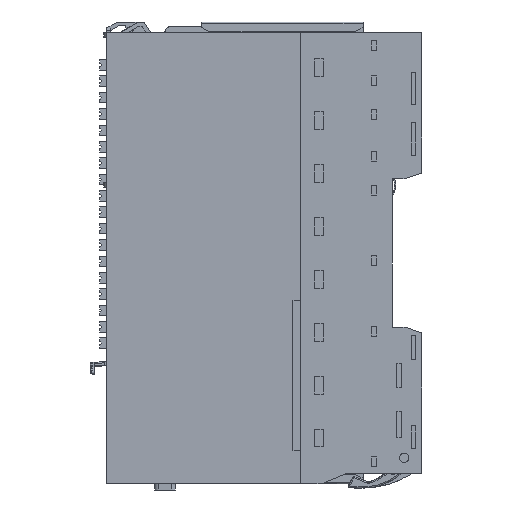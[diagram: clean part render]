
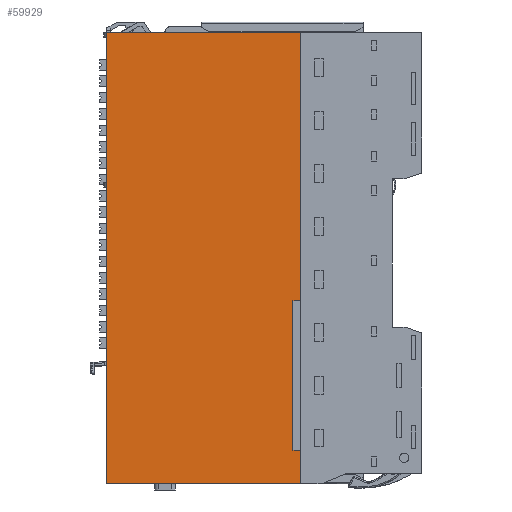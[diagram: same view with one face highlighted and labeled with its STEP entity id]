
A CAD part, left-side view. The second image highlights one B-rep face of the part: STEP entity #59929.
In plain terms, the highlighted planar face has unit normal (-1, 0.018, 0).
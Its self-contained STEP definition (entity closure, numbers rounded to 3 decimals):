
#533=DIRECTION('',(0.017,1.,0.));
#534=VECTOR('',#533,46.207);
#535=CARTESIAN_POINT('',(-24.307,18.9,-55.));
#536=LINE('',#535,#534);
#1867=DIRECTION('',(0.017,1.,0.));
#1868=VECTOR('',#1867,46.207);
#1869=CARTESIAN_POINT('',(-24.307,18.9,52.5));
#1870=LINE('',#1869,#1868);
#5996=DIRECTION('',(0.,0.,1.));
#5997=VECTOR('',#5996,107.5);
#5998=CARTESIAN_POINT('',(-23.5,65.1,-55.));
#5999=LINE('',#5998,#5997);
#19658=DIRECTION('',(0.,0.,-1.));
#19659=VECTOR('',#19658,105.5);
#19660=CARTESIAN_POINT('',(-24.307,18.9,51.5));
#19661=LINE('',#19660,#19659);
#19662=DIRECTION('',(0.,0.,-1.));
#19663=VECTOR('',#19662,1.);
#19664=CARTESIAN_POINT('',(-24.307,18.9,-54.));
#19665=LINE('',#19664,#19663);
#19666=DIRECTION('',(0.,0.,-1.));
#19667=VECTOR('',#19666,1.);
#19668=CARTESIAN_POINT('',(-24.307,18.9,52.5));
#19669=LINE('',#19668,#19667);
#30462=CARTESIAN_POINT('',(-23.5,65.1,-55.));
#30463=CARTESIAN_POINT('',(-23.5,65.1,52.5));
#30464=VERTEX_POINT('',#30462);
#30465=VERTEX_POINT('',#30463);
#30467=CARTESIAN_POINT('',(-24.307,18.9,-55.));
#30469=VERTEX_POINT('',#30467);
#30471=CARTESIAN_POINT('',(-24.307,18.9,52.5));
#30473=VERTEX_POINT('',#30471);
#31667=CARTESIAN_POINT('',(-24.307,18.9,-54.));
#31669=VERTEX_POINT('',#31667);
#31673=CARTESIAN_POINT('',(-24.307,18.9,51.5));
#31674=VERTEX_POINT('',#31673);
#59913=CARTESIAN_POINT('',(-24.307,18.9,52.5));
#59914=DIRECTION('',(1.,-0.017,0.));
#59915=DIRECTION('',(0.017,1.,0.));
#59916=AXIS2_PLACEMENT_3D('',#59913,#59914,#59915);
#59917=PLANE('',#59916);
#59919=ORIENTED_EDGE('',*,*,#59918,.T.);
#59921=ORIENTED_EDGE('',*,*,#59920,.T.);
#59922=ORIENTED_EDGE('',*,*,#32441,.T.);
#59923=ORIENTED_EDGE('',*,*,#38822,.T.);
#59924=ORIENTED_EDGE('',*,*,#34617,.F.);
#59926=ORIENTED_EDGE('',*,*,#59925,.T.);
#59927=EDGE_LOOP('',(#59919,#59921,#59922,#59923,#59924,#59926));
#59928=FACE_OUTER_BOUND('',#59927,.F.);
#59929=ADVANCED_FACE('',(#59928),#59917,.F.);
#32441=EDGE_CURVE('',#30469,#30464,#536,.T.);
#34617=EDGE_CURVE('',#30473,#30465,#1870,.T.);
#38822=EDGE_CURVE('',#30464,#30465,#5999,.T.);
#59918=EDGE_CURVE('',#31674,#31669,#19661,.T.);
#59920=EDGE_CURVE('',#31669,#30469,#19665,.T.);
#59925=EDGE_CURVE('',#30473,#31674,#19669,.T.);
